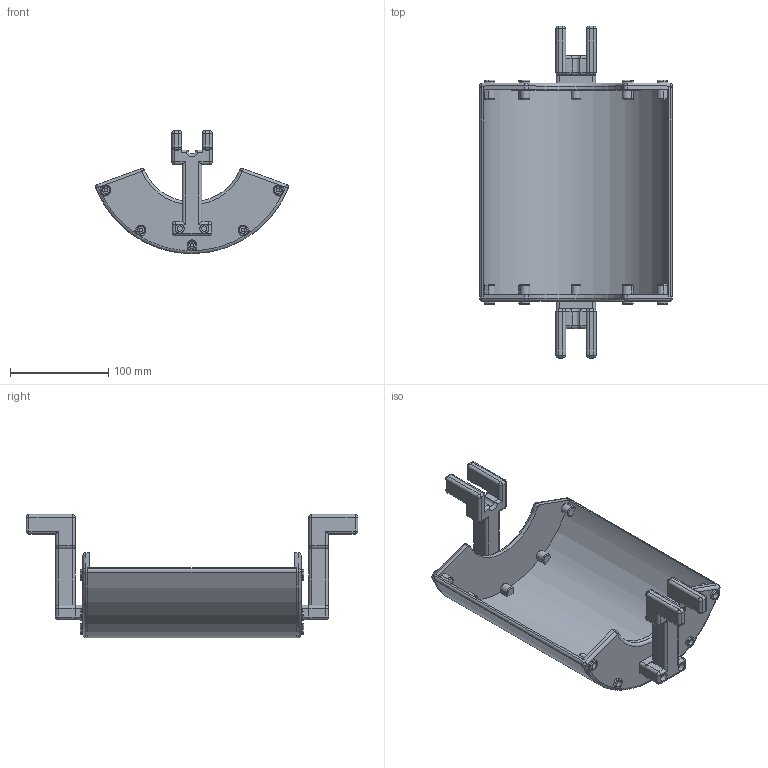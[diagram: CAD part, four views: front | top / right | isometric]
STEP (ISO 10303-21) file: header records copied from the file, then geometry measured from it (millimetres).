
FILE_DESCRIPTION(/* description */ (''),/* implementation_level */ '2;1');
FILE_NAME(/* name */ 'spool_hat.step',/* time_stamp */ '2018-02-13T20:50:17+01:00',/* author */ (''),/* organization */ (''),/* preprocessor_version */ 'ST-DEVELOPER v16.13',/* originating_system */ 'Autodesk Translation Framework v6.5.0.72',/* authorisation */ '');
FILE_SCHEMA (('AUTOMOTIVE_DESIGN { 1 0 10303 214 3 1 1 }'));
Length unit declared in the file: millimetre
Products named in the file (6): (Unsaved); SpoolHatTop; SpoolHatArm; SpoolHatSide2; SpoolHatSide; SpoolHatArm2
Assembly tree (5 placements, depth 2):
  (Unsaved)
    SpoolHatTop
    SpoolHatArm
    SpoolHatSide2
    SpoolHatSide
    SpoolHatArm2
Bounding box: 196.46 x 338 x 125.5 mm (x, y, z)
Volume: 544482.6 mm3; surface area: 197181.8 mm2
Topology: 5 solids, 5 shells, 540 faces, 1202 edges, 708 vertices
Faces by surface type: cylinder 258, plane 176, sphere 68, torus 38
Full cylindrical faces by diameter (mm): 3.8 x20, 5.5 x8, 7 x10, 9.2 x4
Entity records: 15355 total; most frequent: DIRECTION 2848, CARTESIAN_POINT 2817, ORIENTED_EDGE 2404, EDGE_CURVE 1202, AXIS2_PLACEMENT_3D 1137, VERTEX_POINT 708, EDGE_LOOP 604, LINE 574
